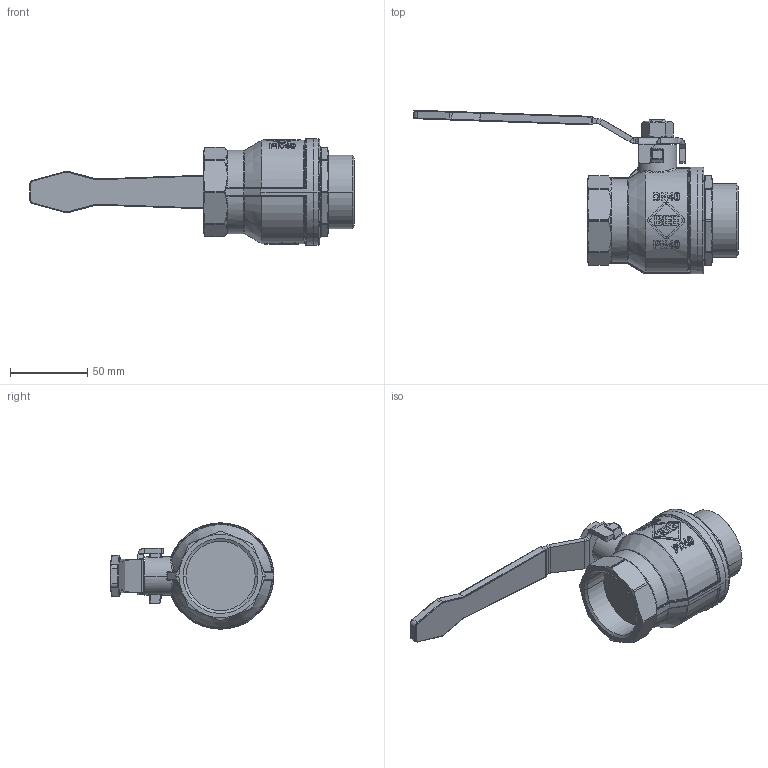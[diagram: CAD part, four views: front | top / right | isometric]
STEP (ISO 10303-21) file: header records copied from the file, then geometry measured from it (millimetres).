
FILE_DESCRIPTION(('STEP AP242'),'1');
FILE_NAME('0020044011040.stp','2024-07-30T08:47:51',('TraceParts'),('TraceParts S.A.'),'Spatial InterOp 3D',' ',' ');
FILE_SCHEMA(('AP242_MANAGED_MODEL_BASED_3D_ENGINEERING_MIM_LF {1 0 10303 442 1 1 4}'));
Length unit declared in the file: millimetre
Products named in the file (1): 0020044011040
Bounding box: 210.4 x 106 x 69 mm (x, y, z)
Volume: 248384.6 mm3; surface area: 42378.2 mm2
Topology: 1 solids, 1 shells, 1192 faces, 3116 edges, 1988 vertices
Faces by surface type: plane 466, bspline 326, cylinder 277, torus 59, cone 49, sphere 15
Entity records: 53418 total; most frequent: CARTESIAN_POINT 16923, ORIENTED_EDGE 6178, DIRECTION 4680, EDGE_CURVE 3089, VERTEX_POINT 1988, AXIS2_PLACEMENT_3D 1590, LINE 1500, VECTOR 1500
